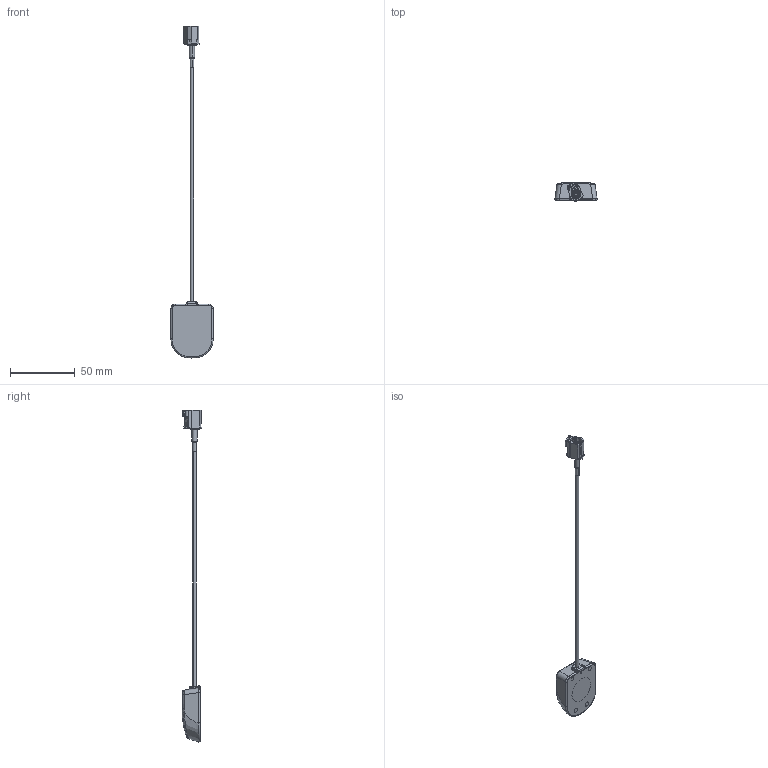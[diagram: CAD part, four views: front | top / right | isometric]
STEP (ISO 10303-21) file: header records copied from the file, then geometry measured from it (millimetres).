
FILE_DESCRIPTION (( 'STEP AP214' ), '1' );
FILE_NAME ('AA.105.301621_web.STEP', '2022-03-23T09:53:48', ( '' ), ( '' ), 'SwSTEP 2.0', 'SolidWorks 2018', '' );
FILE_SCHEMA (( 'AUTOMOTIVE_DESIGN' ));
Length unit declared in the file: millimetre
Products named in the file (1): AA.105.301621_web
Bounding box: 32.7 x 15.4 x 256.78 mm (x, y, z)
Surface area: 8201.2 mm2 (no closed solid volume)
Topology: 0 solids, 8 shells, 213 faces, 687 edges, 468 vertices
Faces by surface type: plane 93, bspline 58, cylinder 52, cone 10
Entity records: 14494 total; most frequent: CARTESIAN_POINT 6730, ORIENTED_EDGE 1209, DIRECTION 889, EDGE_CURVE 685, VERTEX_POINT 468, VECTOR 321, LINE 321, AXIS2_PLACEMENT_3D 284
